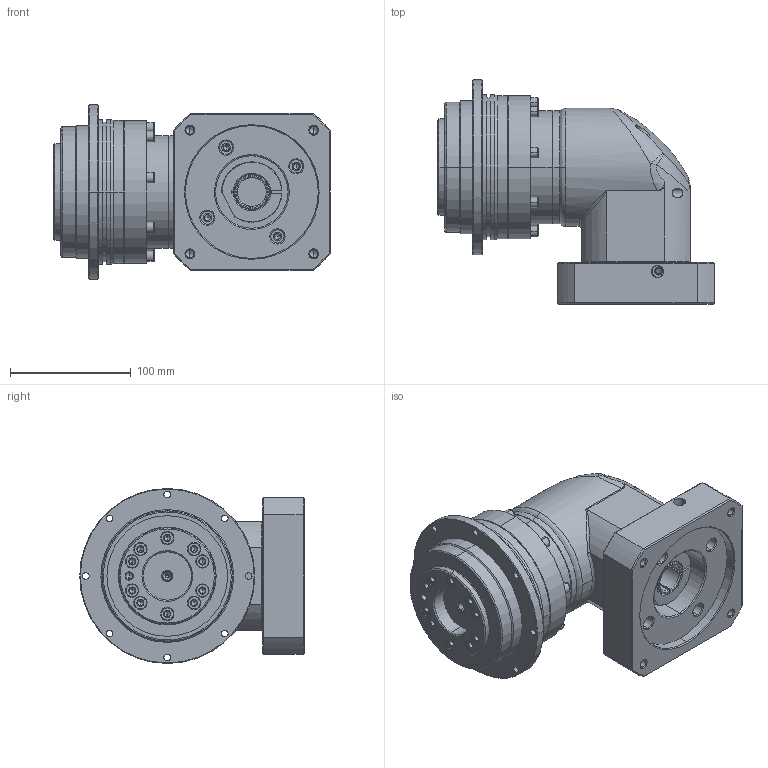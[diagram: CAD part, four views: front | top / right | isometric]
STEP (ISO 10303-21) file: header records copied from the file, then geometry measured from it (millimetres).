
FILE_DESCRIPTION (( 'STEP AP214' ), '1' );
FILE_NAME ('SDL110-L2-24-110-145M8.STEP', '2022-02-26T00:24:04', ( 'admin' ), ( '' ), 'SwSTEP 2.0', 'SolidWorks 2013', '' );
FILE_SCHEMA (( 'AUTOMOTIVE_DESIGN' ));
Length unit declared in the file: millimetre
Products named in the file (6): SBL090-_X2_6CD55170_X0_110-145M8; SBL090_X2_8F9351658F7495017D2773AF_X0_-24; SDL090-24; SDL110-L2-24-110-145M8; SD110-L1; PB115_X2_4E007EA79F7F570863A5_X0_090
Assembly tree (5 placements, depth 2):
  SDL110-L2-24-110-145M8
    SDL090-24
    SBL090_X2_8F9351658F7495017D2773AF_X0_-24
    SBL090-_X2_6CD55170_X0_110-145M8
    PB115_X2_4E007EA79F7F570863A5_X0_090
    SD110-L1
Bounding box: 229.1 x 186 x 145 mm (x, y, z)
Volume: 2315890.4 mm3; surface area: 257439 mm2
Topology: 8 solids, 8 shells, 688 faces, 1681 edges, 1021 vertices
Faces by surface type: cylinder 278, cone 185, plane 180, bspline 43, torus 2
Entity records: 30822 total; most frequent: CARTESIAN_POINT 6990, DIRECTION 3486, ORIENTED_EDGE 3202, EDGE_CURVE 1601, AXIS2_PLACEMENT_3D 1381, VERTEX_POINT 1021, EDGE_LOOP 828, CIRCLE 728
